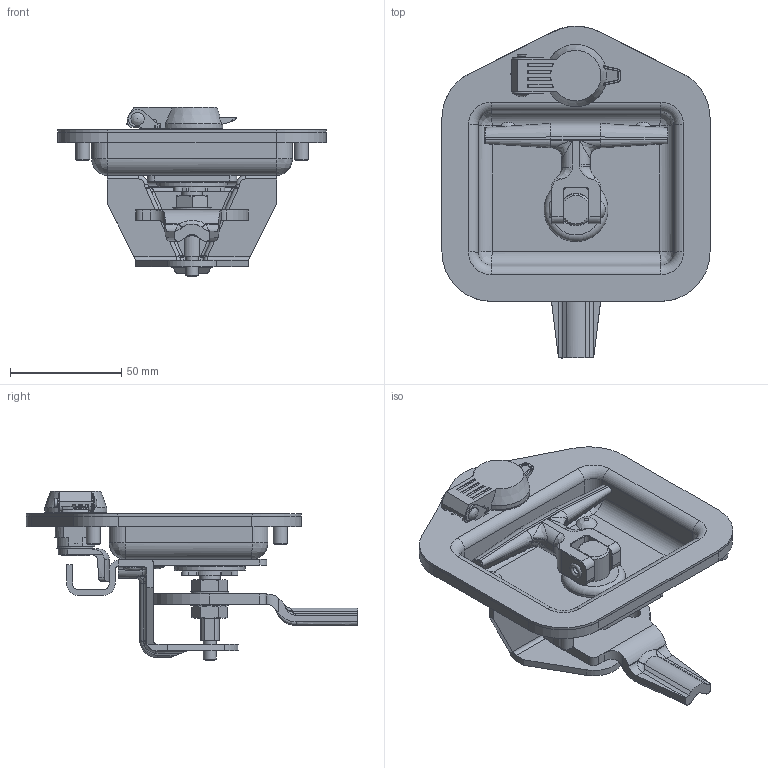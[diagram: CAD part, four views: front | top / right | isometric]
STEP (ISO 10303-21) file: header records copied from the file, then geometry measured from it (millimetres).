
FILE_DESCRIPTION((''),'2;1');
FILE_NAME('25-8400-SSR.stp','2012-10-11T15:46:04',('fredp'),(''),'Autodesk Inventor 2012','Autodesk Inventor 2012','');
FILE_SCHEMA(('AUTOMOTIVE_DESIGN { 1 0 10303 214 1 1 1 1 }'));
Length unit declared in the file: inch
Products named in the file (1): 25-8400-SSR
Bounding box: 120.66 x 149.33 x 76.28 mm (x, y, z)
Volume: 117975.2 mm3; surface area: 104764.6 mm2
Topology: 31 solids, 31 shells, 1727 faces, 4499 edges, 2912 vertices
Faces by surface type: plane 813, bspline 408, cylinder 358, torus 82, cone 61, sphere 5
Full cylindrical faces by diameter (mm): 0.6 x2, 0.8 x2, 0.843 x4, 1.6 x1, 3.454 x1, 3.48 x5, 4.064 x1, 4.445 x1, 4.699 x1, 4.737 x2, 4.94 x2, 4.978 x4, 5.004 x1, 5.715 x1, 5.969 x1, 6 x1, 6.35 x8, 6.629 x4, 7.176 x1, 7.239 x1, 7.29 x1, 7.938 x2, 8.001 x4, 8.122 x2, 9.525 x1, 12.7 x3, 14.275 x1, 14.681 x2, 14.986 x2, 17.234 x2
Entity records: 68143 total; most frequent: CARTESIAN_POINT 26986, ORIENTED_EDGE 8744, DIRECTION 6808, EDGE_CURVE 4372, VERTEX_POINT 2899, VECTOR 2310, LINE 2310, AXIS2_PLACEMENT_3D 2249
